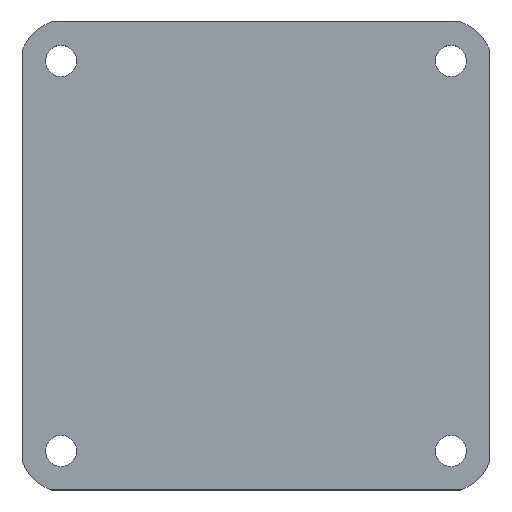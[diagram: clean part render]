
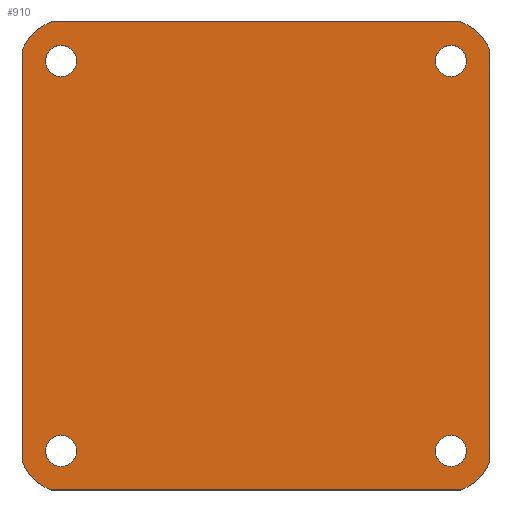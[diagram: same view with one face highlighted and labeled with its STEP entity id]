
A CAD part, top view. The second image highlights one B-rep face of the part: STEP entity #910.
In plain terms, the highlighted planar face has unit normal (0, 0, 1).
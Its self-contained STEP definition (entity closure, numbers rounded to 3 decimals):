
#12 = ORIENTED_EDGE ( 'NONE', *, *, #6221, .T. ) ;
#14 = CIRCLE ( 'NONE', #421, 25. ) ;
#26 = VECTOR ( 'NONE', #5955, 1000. ) ;
#85 = EDGE_LOOP ( 'NONE', ( #1544, #4180 ) ) ;
#157 = CARTESIAN_POINT ( 'NONE',  ( -120., -104.895, 8. ) ) ;
#183 = DIRECTION ( 'NONE',  ( 1., 0., 0. ) ) ;
#206 = DIRECTION ( 'NONE',  ( 0., 0., 1. ) ) ;
#216 = LINE ( 'NONE', #4007, #2032 ) ;
#267 = VERTEX_POINT ( 'NONE', #4592 ) ;
#292 = CIRCLE ( 'NONE', #7373, 8. ) ;
#300 = EDGE_CURVE ( 'NONE', #2051, #4376, #965, .T. ) ;
#315 = CARTESIAN_POINT ( 'NONE',  ( 92., -100., 8. ) ) ;
#330 = DIRECTION ( 'NONE',  ( 1., 0., 0. ) ) ;
#393 = FACE_BOUND ( 'NONE', #3720, .T. ) ;
#421 = AXIS2_PLACEMENT_3D ( 'NONE', #5178, #6311, #5488 ) ;
#426 = AXIS2_PLACEMENT_3D ( 'NONE', #2172, #5211, #330 ) ;
#478 = VERTEX_POINT ( 'NONE', #7945 ) ;
#533 = EDGE_LOOP ( 'NONE', ( #1796, #1861 ) ) ;
#651 = EDGE_CURVE ( 'NONE', #7410, #2051, #14, .T. ) ;
#723 = VERTEX_POINT ( 'NONE', #7846 ) ;
#769 = DIRECTION ( 'NONE',  ( 1., 0., 0. ) ) ;
#910 = ADVANCED_FACE ( 'NONE', ( #4109, #393, #5851, #5317, #2317 ), #2920, .T. ) ;
#923 = DIRECTION ( 'NONE',  ( 0., 0., 1. ) ) ;
#965 = LINE ( 'NONE', #3444, #2650 ) ;
#1150 = DIRECTION ( 'NONE',  ( 0., 0., 1. ) ) ;
#1232 = CARTESIAN_POINT ( 'NONE',  ( -92., 100., 8. ) ) ;
#1360 = DIRECTION ( 'NONE',  ( 0., 0., 1. ) ) ;
#1397 = CIRCLE ( 'NONE', #7820, 8. ) ;
#1425 = CIRCLE ( 'NONE', #2829, 25. ) ;
#1544 = ORIENTED_EDGE ( 'NONE', *, *, #2672, .F. ) ;
#1556 = VERTEX_POINT ( 'NONE', #7064 ) ;
#1607 = DIRECTION ( 'NONE',  ( -1., 0., 0. ) ) ;
#1619 = VERTEX_POINT ( 'NONE', #6270 ) ;
#1766 = EDGE_CURVE ( 'NONE', #1937, #1556, #3616, .T. ) ;
#1796 = ORIENTED_EDGE ( 'NONE', *, *, #7722, .F. ) ;
#1861 = ORIENTED_EDGE ( 'NONE', *, *, #5491, .F. ) ;
#1937 = VERTEX_POINT ( 'NONE', #157 ) ;
#1968 = DIRECTION ( 'NONE',  ( 1., 0., 0. ) ) ;
#1969 = AXIS2_PLACEMENT_3D ( 'NONE', #3882, #1360, #183 ) ;
#2009 = DIRECTION ( 'NONE',  ( 0., 0., 1. ) ) ;
#2032 = VECTOR ( 'NONE', #5665, 1000. ) ;
#2051 = VERTEX_POINT ( 'NONE', #3490 ) ;
#2119 = CARTESIAN_POINT ( 'NONE',  ( -92., -100., 8. ) ) ;
#2135 = EDGE_CURVE ( 'NONE', #3328, #7419, #6230, .T. ) ;
#2143 = ORIENTED_EDGE ( 'NONE', *, *, #300, .T. ) ;
#2172 = CARTESIAN_POINT ( 'NONE',  ( 100., 100., 8. ) ) ;
#2317 = FACE_OUTER_BOUND ( 'NONE', #3691, .T. ) ;
#2390 = DIRECTION ( 'NONE',  ( -1., 0., 0. ) ) ;
#2417 = DIRECTION ( 'NONE',  ( 1., 0., 0. ) ) ;
#2489 = EDGE_CURVE ( 'NONE', #7410, #4765, #4065, .T. ) ;
#2500 = ORIENTED_EDGE ( 'NONE', *, *, #1766, .F. ) ;
#2532 = DIRECTION ( 'NONE',  ( 0., 1., 0. ) ) ;
#2650 = VECTOR ( 'NONE', #1607, 1000. ) ;
#2672 = EDGE_CURVE ( 'NONE', #4281, #5816, #5846, .T. ) ;
#2776 = CARTESIAN_POINT ( 'NONE',  ( -120., 120., 8. ) ) ;
#2829 = AXIS2_PLACEMENT_3D ( 'NONE', #5503, #5627, #2390 ) ;
#2845 = DIRECTION ( 'NONE',  ( 1., 0., 0. ) ) ;
#2913 = CARTESIAN_POINT ( 'NONE',  ( 100., -100., 8. ) ) ;
#2920 = PLANE ( 'NONE',  #4412 ) ;
#2959 = AXIS2_PLACEMENT_3D ( 'NONE', #3864, #2009, #2417 ) ;
#3002 = VECTOR ( 'NONE', #2532, 1000. ) ;
#3219 = VERTEX_POINT ( 'NONE', #315 ) ;
#3328 = VERTEX_POINT ( 'NONE', #1232 ) ;
#3408 = CARTESIAN_POINT ( 'NONE',  ( 120., 120., 8. ) ) ;
#3444 = CARTESIAN_POINT ( 'NONE',  ( 120., 120., 8. ) ) ;
#3490 = CARTESIAN_POINT ( 'NONE',  ( 104.895, 120., 8. ) ) ;
#3596 = ORIENTED_EDGE ( 'NONE', *, *, #5086, .T. ) ;
#3613 = ORIENTED_EDGE ( 'NONE', *, *, #4347, .T. ) ;
#3616 = LINE ( 'NONE', #7961, #3002 ) ;
#3691 = EDGE_LOOP ( 'NONE', ( #2143, #4251, #2500, #3596, #12, #3613, #6352, #7289 ) ) ;
#3720 = EDGE_LOOP ( 'NONE', ( #4796, #5714 ) ) ;
#3721 = CIRCLE ( 'NONE', #7334, 25. ) ;
#3820 = CARTESIAN_POINT ( 'NONE',  ( 96.464, -96.464, 8. ) ) ;
#3864 = CARTESIAN_POINT ( 'NONE',  ( 100., 100., 8. ) ) ;
#3879 = CIRCLE ( 'NONE', #7107, 25. ) ;
#3882 = CARTESIAN_POINT ( 'NONE',  ( -100., -100., 8. ) ) ;
#3903 = CIRCLE ( 'NONE', #426, 8. ) ;
#3907 = CARTESIAN_POINT ( 'NONE',  ( -104.895, 120., 8. ) ) ;
#4007 = CARTESIAN_POINT ( 'NONE',  ( -120., -120., 8. ) ) ;
#4020 = ORIENTED_EDGE ( 'NONE', *, *, #6015, .F. ) ;
#4029 = CARTESIAN_POINT ( 'NONE',  ( -100., 100., 8. ) ) ;
#4065 = LINE ( 'NONE', #3408, #26 ) ;
#4099 = DIRECTION ( 'NONE',  ( 1., 0., 0. ) ) ;
#4109 = FACE_BOUND ( 'NONE', #85, .T. ) ;
#4171 = CARTESIAN_POINT ( 'NONE',  ( 108., -100., 8. ) ) ;
#4180 = ORIENTED_EDGE ( 'NONE', *, *, #6034, .F. ) ;
#4251 = ORIENTED_EDGE ( 'NONE', *, *, #7740, .T. ) ;
#4281 = VERTEX_POINT ( 'NONE', #6252 ) ;
#4347 = EDGE_CURVE ( 'NONE', #478, #4765, #3721, .T. ) ;
#4376 = VERTEX_POINT ( 'NONE', #3907 ) ;
#4412 = AXIS2_PLACEMENT_3D ( 'NONE', #2776, #923, #5276 ) ;
#4492 = AXIS2_PLACEMENT_3D ( 'NONE', #4741, #1150, #7753 ) ;
#4584 = CARTESIAN_POINT ( 'NONE',  ( 120., 104.895, 8. ) ) ;
#4592 = CARTESIAN_POINT ( 'NONE',  ( 108., 100., 8. ) ) ;
#4600 = DIRECTION ( 'NONE',  ( 0., 0., 1. ) ) ;
#4666 = DIRECTION ( 'NONE',  ( 0., 0., 1. ) ) ;
#4741 = CARTESIAN_POINT ( 'NONE',  ( 100., -100., 8. ) ) ;
#4765 = VERTEX_POINT ( 'NONE', #6157 ) ;
#4796 = ORIENTED_EDGE ( 'NONE', *, *, #7608, .F. ) ;
#5007 = AXIS2_PLACEMENT_3D ( 'NONE', #2913, #5349, #7276 ) ;
#5086 = EDGE_CURVE ( 'NONE', #1937, #1619, #1425, .T. ) ;
#5178 = CARTESIAN_POINT ( 'NONE',  ( 96.464, 96.464, 8. ) ) ;
#5211 = DIRECTION ( 'NONE',  ( 0., 0., 1. ) ) ;
#5276 = DIRECTION ( 'NONE',  ( 1., 0., 0. ) ) ;
#5285 = CARTESIAN_POINT ( 'NONE',  ( -96.464, 96.464, 8. ) ) ;
#5317 = FACE_BOUND ( 'NONE', #5804, .T. ) ;
#5343 = VERTEX_POINT ( 'NONE', #4171 ) ;
#5349 = DIRECTION ( 'NONE',  ( 0., 0., 1. ) ) ;
#5467 = CARTESIAN_POINT ( 'NONE',  ( -100., -100., 8. ) ) ;
#5488 = DIRECTION ( 'NONE',  ( 1., 0., 0. ) ) ;
#5491 = EDGE_CURVE ( 'NONE', #267, #723, #6453, .T. ) ;
#5503 = CARTESIAN_POINT ( 'NONE',  ( -96.464, -96.464, 8. ) ) ;
#5627 = DIRECTION ( 'NONE',  ( 0., 0., 1. ) ) ;
#5665 = DIRECTION ( 'NONE',  ( 1., 0., 0. ) ) ;
#5714 = ORIENTED_EDGE ( 'NONE', *, *, #2135, .F. ) ;
#5804 = EDGE_LOOP ( 'NONE', ( #4020, #7766 ) ) ;
#5816 = VERTEX_POINT ( 'NONE', #2119 ) ;
#5846 = CIRCLE ( 'NONE', #1969, 8. ) ;
#5851 = FACE_BOUND ( 'NONE', #533, .T. ) ;
#5955 = DIRECTION ( 'NONE',  ( 0., -1., 0. ) ) ;
#5965 = DIRECTION ( 'NONE',  ( 0., 0., 1. ) ) ;
#6015 = EDGE_CURVE ( 'NONE', #3219, #5343, #6296, .T. ) ;
#6024 = EDGE_CURVE ( 'NONE', #5343, #3219, #7944, .T. ) ;
#6034 = EDGE_CURVE ( 'NONE', #5816, #4281, #1397, .T. ) ;
#6157 = CARTESIAN_POINT ( 'NONE',  ( 120., -104.895, 8. ) ) ;
#6221 = EDGE_CURVE ( 'NONE', #1619, #478, #216, .T. ) ;
#6230 = CIRCLE ( 'NONE', #6990, 8. ) ;
#6252 = CARTESIAN_POINT ( 'NONE',  ( -108., -100., 8. ) ) ;
#6270 = CARTESIAN_POINT ( 'NONE',  ( -104.895, -120., 8. ) ) ;
#6296 = CIRCLE ( 'NONE', #5007, 8. ) ;
#6311 = DIRECTION ( 'NONE',  ( 0., 0., 1. ) ) ;
#6352 = ORIENTED_EDGE ( 'NONE', *, *, #2489, .F. ) ;
#6453 = CIRCLE ( 'NONE', #2959, 8. ) ;
#6820 = DIRECTION ( 'NONE',  ( 0., 0., 1. ) ) ;
#6990 = AXIS2_PLACEMENT_3D ( 'NONE', #4029, #5965, #2845 ) ;
#7039 = CARTESIAN_POINT ( 'NONE',  ( -108., 100., 8. ) ) ;
#7064 = CARTESIAN_POINT ( 'NONE',  ( -120., 104.895, 8. ) ) ;
#7107 = AXIS2_PLACEMENT_3D ( 'NONE', #5285, #206, #7139 ) ;
#7139 = DIRECTION ( 'NONE',  ( -1., 0., 0. ) ) ;
#7276 = DIRECTION ( 'NONE',  ( 1., 0., 0. ) ) ;
#7289 = ORIENTED_EDGE ( 'NONE', *, *, #651, .T. ) ;
#7334 = AXIS2_PLACEMENT_3D ( 'NONE', #3820, #4600, #1968 ) ;
#7373 = AXIS2_PLACEMENT_3D ( 'NONE', #7420, #6820, #769 ) ;
#7410 = VERTEX_POINT ( 'NONE', #4584 ) ;
#7419 = VERTEX_POINT ( 'NONE', #7039 ) ;
#7420 = CARTESIAN_POINT ( 'NONE',  ( -100., 100., 8. ) ) ;
#7608 = EDGE_CURVE ( 'NONE', #7419, #3328, #292, .T. ) ;
#7722 = EDGE_CURVE ( 'NONE', #723, #267, #3903, .T. ) ;
#7740 = EDGE_CURVE ( 'NONE', #4376, #1556, #3879, .T. ) ;
#7753 = DIRECTION ( 'NONE',  ( 1., 0., 0. ) ) ;
#7766 = ORIENTED_EDGE ( 'NONE', *, *, #6024, .F. ) ;
#7820 = AXIS2_PLACEMENT_3D ( 'NONE', #5467, #4666, #4099 ) ;
#7846 = CARTESIAN_POINT ( 'NONE',  ( 92., 100., 8. ) ) ;
#7944 = CIRCLE ( 'NONE', #4492, 8. ) ;
#7945 = CARTESIAN_POINT ( 'NONE',  ( 104.895, -120., 8. ) ) ;
#7961 = CARTESIAN_POINT ( 'NONE',  ( -120., -120., 8. ) ) ;
